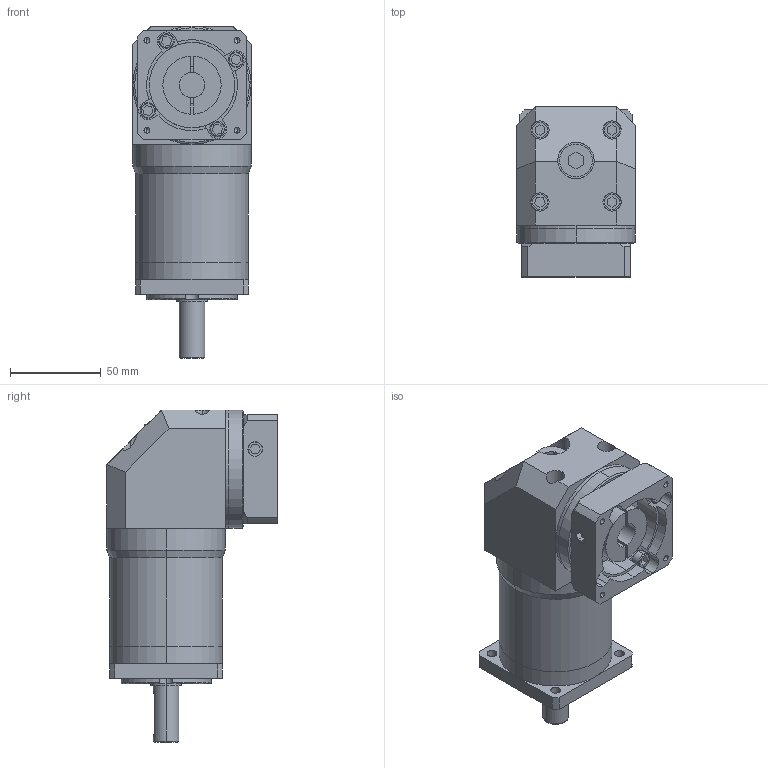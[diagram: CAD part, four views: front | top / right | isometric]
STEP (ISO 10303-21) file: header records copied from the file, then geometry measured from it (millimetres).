
FILE_DESCRIPTION (( 'STEP AP214' ), '1' );
FILE_NAME ('VGZF60Èý¼¶Ä£ÐÍM4.STEP', '2018-06-23T06:37:19', ( 'Windows' ), ( 'Microsoft' ), 'SwSTEP 2.0', 'SolidWorks 2016', '' );
FILE_SCHEMA (( 'AUTOMOTIVE_DESIGN' ));
Length unit declared in the file: millimetre
Products named in the file (1): VGZF60三级模型M4
Bounding box: 65 x 93.5 x 182.5 mm (x, y, z)
Volume: 561706.3 mm3; surface area: 75586.5 mm2
Topology: 3 solids, 3 shells, 375 faces, 922 edges, 588 vertices
Faces by surface type: plane 211, cylinder 122, torus 22, cone 20
Entity records: 11327 total; most frequent: CARTESIAN_POINT 2048, DIRECTION 1954, ORIENTED_EDGE 1824, EDGE_CURVE 912, AXIS2_PLACEMENT_3D 700, VERTEX_POINT 588, VECTOR 554, LINE 554
